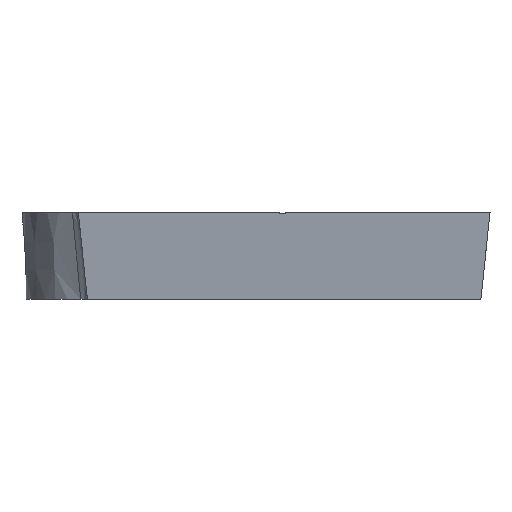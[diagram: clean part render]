
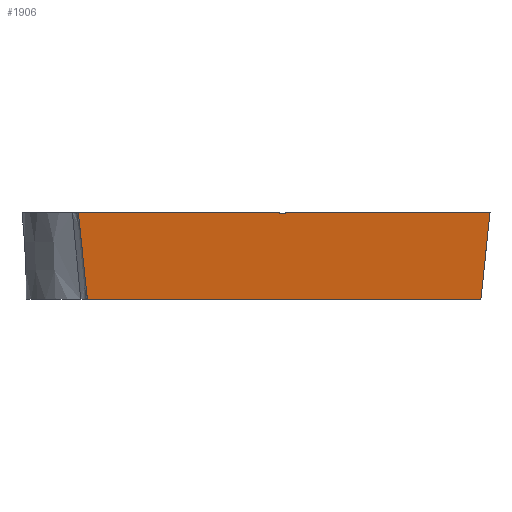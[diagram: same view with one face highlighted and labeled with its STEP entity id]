
A CAD part, left-side view. The second image highlights one B-rep face of the part: STEP entity #1906.
In plain terms, the highlighted planar face has unit normal (-0.995, 0, -0.104).
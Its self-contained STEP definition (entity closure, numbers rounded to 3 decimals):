
#1240=PLANE('',#17472);
#1906=ADVANCED_FACE('',(#3175),#1240,.F.);
#3175=FACE_OUTER_BOUND('',#4080,.T.);
#4080=EDGE_LOOP('',(#9610,#9611,#9612,#9613,#9614,#9615,#9616,#9617));
#4787=LINE('',#23287,#6117);
#4873=LINE('',#23510,#6203);
#4899=LINE('',#23588,#6229);
#4920=LINE('',#23659,#6250);
#5461=LINE('',#27304,#6791);
#5462=LINE('',#27306,#6792);
#5463=LINE('',#27308,#6793);
#5464=LINE('',#27309,#6794);
#6117=VECTOR('',#18329,1.);
#6203=VECTOR('',#18489,1.);
#6229=VECTOR('',#18535,1.);
#6250=VECTOR('',#18578,1.);
#6791=VECTOR('',#20787,1.);
#6792=VECTOR('',#20788,1.);
#6793=VECTOR('',#20789,1.);
#6794=VECTOR('',#20790,1.);
#9610=ORIENTED_EDGE('',*,*,#13867,.F.);
#9611=ORIENTED_EDGE('',*,*,#13756,.T.);
#9612=ORIENTED_EDGE('',*,*,#14996,.F.);
#9613=ORIENTED_EDGE('',*,*,#14997,.T.);
#9614=ORIENTED_EDGE('',*,*,#14998,.F.);
#9615=ORIENTED_EDGE('',*,*,#13901,.T.);
#9616=ORIENTED_EDGE('',*,*,#13932,.T.);
#9617=ORIENTED_EDGE('',*,*,#14999,.T.);
#12266=VERTEX_POINT('',#23286);
#12267=VERTEX_POINT('',#23288);
#12361=VERTEX_POINT('',#23511);
#12390=VERTEX_POINT('',#23587);
#12391=VERTEX_POINT('',#23589);
#12419=VERTEX_POINT('',#23658);
#13050=VERTEX_POINT('',#27305);
#13051=VERTEX_POINT('',#27307);
#13756=EDGE_CURVE('',#12267,#12266,#4787,.T.);
#13867=EDGE_CURVE('',#12267,#12361,#4873,.T.);
#13901=EDGE_CURVE('',#12391,#12390,#4899,.T.);
#13932=EDGE_CURVE('',#12390,#12419,#4920,.T.);
#14996=EDGE_CURVE('',#13050,#12266,#5461,.T.);
#14997=EDGE_CURVE('',#13050,#13051,#5462,.T.);
#14998=EDGE_CURVE('',#12391,#13051,#5463,.T.);
#14999=EDGE_CURVE('',#12419,#12361,#5464,.T.);
#17472=AXIS2_PLACEMENT_3D('',#27310,#20791,#20792);
#18329=DIRECTION('',(0.,1.,0.));
#18489=DIRECTION('',(0.104,0.104,-0.989));
#18535=DIRECTION('',(0.,1.,0.));
#18578=DIRECTION('',(0.104,-0.104,-0.989));
#20787=DIRECTION('',(-0.104,-0.035,0.994));
#20788=DIRECTION('',(0.,1.,0.));
#20789=DIRECTION('',(0.104,-0.035,-0.994));
#20790=DIRECTION('',(0.,-1.,0.));
#20791=DIRECTION('',(0.995,0.,0.105));
#20792=DIRECTION('',(0.105,0.,-0.995));
#23286=CARTESIAN_POINT('',(0.,180.783,75.));
#23287=CARTESIAN_POINT('',(0.,180.,75.));
#23288=CARTESIAN_POINT('',(0.,3.874,75.));
#23510=CARTESIAN_POINT('',(3.849,7.724,38.379));
#23511=CARTESIAN_POINT('',(7.883,11.757,0.));
#23587=CARTESIAN_POINT('',(0.,360.,75.));
#23588=CARTESIAN_POINT('',(0.,180.,75.));
#23589=CARTESIAN_POINT('',(0.,185.783,75.));
#23658=CARTESIAN_POINT('',(7.883,352.117,0.));
#23659=CARTESIAN_POINT('',(6.053,353.947,17.414));
#27304=CARTESIAN_POINT('',(0.65,180.998,68.817));
#27305=CARTESIAN_POINT('',(0.105,180.817,74.));
#27306=CARTESIAN_POINT('',(0.105,360.,74.));
#27307=CARTESIAN_POINT('',(0.105,185.748,74.));
#27308=CARTESIAN_POINT('',(-0.632,185.992,81.01));
#27309=CARTESIAN_POINT('',(7.883,360.,0.));
#27310=CARTESIAN_POINT('',(0.,360.,75.));
